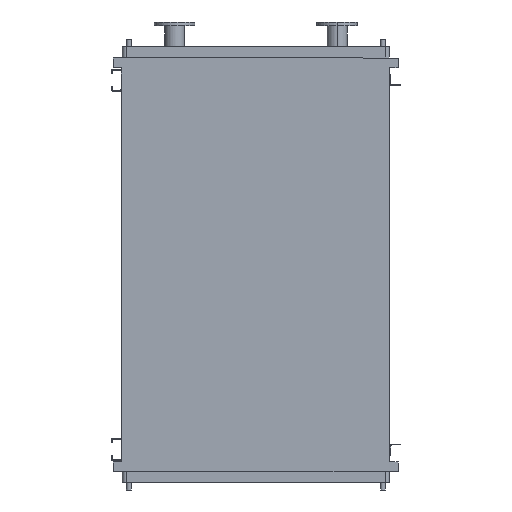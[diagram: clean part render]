
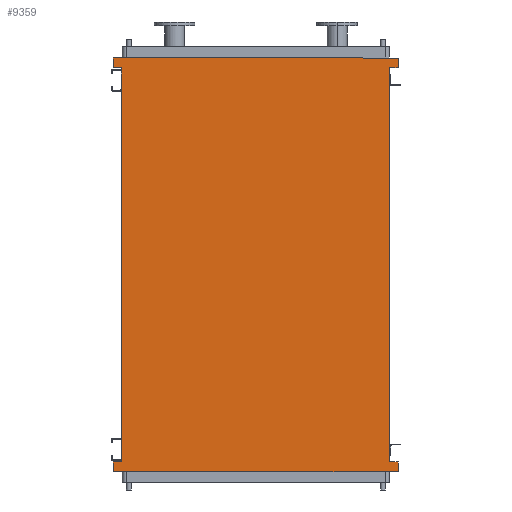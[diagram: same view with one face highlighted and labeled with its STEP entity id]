
A CAD part, front view. The second image highlights one B-rep face of the part: STEP entity #9359.
In plain terms, the highlighted planar face has unit normal (0, -1, 0).
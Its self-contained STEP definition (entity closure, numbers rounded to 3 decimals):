
#1 = VECTOR ( 'NONE', #4348, 1000. ) ;
#9 = VECTOR ( 'NONE', #6060, 1000. ) ;
#531 = CARTESIAN_POINT ( 'NONE',  ( -771., 0., -2093. ) ) ;
#618 = CARTESIAN_POINT ( 'NONE',  ( -771., 0., 43. ) ) ;
#622 = ORIENTED_EDGE ( 'NONE', *, *, #4623, .F. ) ;
#803 = LINE ( 'NONE', #5931, #10219 ) ;
#830 = LINE ( 'NONE', #3404, #8723 ) ;
#943 = EDGE_CURVE ( 'NONE', #1869, #3298, #3594, .T. ) ;
#965 = VECTOR ( 'NONE', #9255, 1000. ) ;
#991 = LINE ( 'NONE', #9525, #9 ) ;
#994 = DIRECTION ( 'NONE',  ( 0., 0., -1. ) ) ;
#1146 = DIRECTION ( 'NONE',  ( 0., 0., -1. ) ) ;
#1156 = VERTEX_POINT ( 'NONE', #6022 ) ;
#1364 = CARTESIAN_POINT ( 'NONE',  ( -771., 0., -2093. ) ) ;
#1618 = CARTESIAN_POINT ( 'NONE',  ( -725., 0., -2050. ) ) ;
#1761 = AXIS2_PLACEMENT_3D ( 'NONE', #1618, #2568, #3288 ) ;
#1869 = VERTEX_POINT ( 'NONE', #4413 ) ;
#2568 = DIRECTION ( 'NONE',  ( 0., -1., 0. ) ) ;
#2649 = CARTESIAN_POINT ( 'NONE',  ( 771., 0., -2145. ) ) ;
#2654 = ORIENTED_EDGE ( 'NONE', *, *, #8324, .F. ) ;
#2901 = EDGE_CURVE ( 'NONE', #9143, #1869, #5599, .T. ) ;
#3161 = DIRECTION ( 'NONE',  ( 0., 0., 1. ) ) ;
#3288 = DIRECTION ( 'NONE',  ( 0., 0., -1. ) ) ;
#3298 = VERTEX_POINT ( 'NONE', #6674 ) ;
#3390 = EDGE_CURVE ( 'NONE', #8391, #4982, #9699, .T. ) ;
#3404 = CARTESIAN_POINT ( 'NONE',  ( 725., 0., -2093. ) ) ;
#3594 = LINE ( 'NONE', #7099, #5679 ) ;
#3714 = EDGE_CURVE ( 'NONE', #3298, #10367, #803, .T. ) ;
#3773 = DIRECTION ( 'NONE',  ( -1., 0., 0. ) ) ;
#3927 = VECTOR ( 'NONE', #3161, 1000. ) ;
#3979 = VECTOR ( 'NONE', #994, 1000. ) ;
#4024 = CARTESIAN_POINT ( 'NONE',  ( 771., 0., 95. ) ) ;
#4348 = DIRECTION ( 'NONE',  ( 0., 0., 1. ) ) ;
#4413 = CARTESIAN_POINT ( 'NONE',  ( -725., 0., -2093. ) ) ;
#4623 = EDGE_CURVE ( 'NONE', #5836, #10449, #10098, .T. ) ;
#4714 = DIRECTION ( 'NONE',  ( 1., 0., 0. ) ) ;
#4942 = ORIENTED_EDGE ( 'NONE', *, *, #8834, .F. ) ;
#4982 = VERTEX_POINT ( 'NONE', #2649 ) ;
#5039 = CARTESIAN_POINT ( 'NONE',  ( -771., 0., -2145. ) ) ;
#5147 = EDGE_CURVE ( 'NONE', #4982, #5387, #9746, .T. ) ;
#5160 = DIRECTION ( 'NONE',  ( -1., 0., 0. ) ) ;
#5387 = VERTEX_POINT ( 'NONE', #5039 ) ;
#5521 = ORIENTED_EDGE ( 'NONE', *, *, #8434, .F. ) ;
#5599 = LINE ( 'NONE', #1364, #7510 ) ;
#5679 = VECTOR ( 'NONE', #9558, 1000. ) ;
#5712 = VECTOR ( 'NONE', #5160, 1000. ) ;
#5795 = CARTESIAN_POINT ( 'NONE',  ( 771., 0., 95. ) ) ;
#5836 = VERTEX_POINT ( 'NONE', #10100 ) ;
#5872 = VECTOR ( 'NONE', #1146, 1000. ) ;
#5899 = ORIENTED_EDGE ( 'NONE', *, *, #2901, .F. ) ;
#5931 = CARTESIAN_POINT ( 'NONE',  ( -771., 0., 43. ) ) ;
#6022 = CARTESIAN_POINT ( 'NONE',  ( 725., 0., -2093. ) ) ;
#6060 = DIRECTION ( 'NONE',  ( 0., 0., 1. ) ) ;
#6383 = CARTESIAN_POINT ( 'NONE',  ( 771., 0., -2145. ) ) ;
#6399 = LINE ( 'NONE', #8238, #3927 ) ;
#6513 = EDGE_CURVE ( 'NONE', #1156, #7112, #6399, .T. ) ;
#6674 = CARTESIAN_POINT ( 'NONE',  ( -725., 0., 43. ) ) ;
#6831 = CARTESIAN_POINT ( 'NONE',  ( 725., 0., 43. ) ) ;
#6856 = CARTESIAN_POINT ( 'NONE',  ( 771., 0., -2093. ) ) ;
#7025 = LINE ( 'NONE', #7686, #1 ) ;
#7099 = CARTESIAN_POINT ( 'NONE',  ( -725., 0., -2050. ) ) ;
#7112 = VERTEX_POINT ( 'NONE', #10322 ) ;
#7459 = ORIENTED_EDGE ( 'NONE', *, *, #3390, .F. ) ;
#7510 = VECTOR ( 'NONE', #4714, 1000. ) ;
#7546 = DIRECTION ( 'NONE',  ( -1., 0., 0. ) ) ;
#7572 = FACE_OUTER_BOUND ( 'NONE', #10405, .T. ) ;
#7608 = ORIENTED_EDGE ( 'NONE', *, *, #6513, .T. ) ;
#7620 = EDGE_CURVE ( 'NONE', #10653, #7112, #9130, .T. ) ;
#7686 = CARTESIAN_POINT ( 'NONE',  ( -771., 0., 95. ) ) ;
#8238 = CARTESIAN_POINT ( 'NONE',  ( 725., 0., -2050. ) ) ;
#8324 = EDGE_CURVE ( 'NONE', #10449, #10653, #8831, .T. ) ;
#8391 = VERTEX_POINT ( 'NONE', #6856 ) ;
#8434 = EDGE_CURVE ( 'NONE', #10367, #5836, #7025, .T. ) ;
#8723 = VECTOR ( 'NONE', #10215, 1000. ) ;
#8776 = CARTESIAN_POINT ( 'NONE',  ( 771., 0., 43. ) ) ;
#8831 = LINE ( 'NONE', #8776, #5872 ) ;
#8834 = EDGE_CURVE ( 'NONE', #5387, #9143, #991, .T. ) ;
#8890 = ORIENTED_EDGE ( 'NONE', *, *, #7620, .F. ) ;
#9073 = ORIENTED_EDGE ( 'NONE', *, *, #5147, .F. ) ;
#9130 = LINE ( 'NONE', #6831, #5712 ) ;
#9143 = VERTEX_POINT ( 'NONE', #531 ) ;
#9255 = DIRECTION ( 'NONE',  ( 1., 0., 0. ) ) ;
#9314 = PLANE ( 'NONE',  #1761 ) ;
#9359 = ADVANCED_FACE ( 'NONE', ( #7572 ), #9314, .T. ) ;
#9467 = VECTOR ( 'NONE', #3773, 1000. ) ;
#9525 = CARTESIAN_POINT ( 'NONE',  ( -771., 0., -2145. ) ) ;
#9558 = DIRECTION ( 'NONE',  ( 0., 0., 1. ) ) ;
#9699 = LINE ( 'NONE', #10364, #3979 ) ;
#9746 = LINE ( 'NONE', #6383, #9467 ) ;
#10098 = LINE ( 'NONE', #5795, #965 ) ;
#10100 = CARTESIAN_POINT ( 'NONE',  ( -771., 0., 95. ) ) ;
#10200 = ORIENTED_EDGE ( 'NONE', *, *, #10614, .F. ) ;
#10215 = DIRECTION ( 'NONE',  ( 1., 0., 0. ) ) ;
#10219 = VECTOR ( 'NONE', #7546, 1000. ) ;
#10322 = CARTESIAN_POINT ( 'NONE',  ( 725., 0., 43. ) ) ;
#10364 = CARTESIAN_POINT ( 'NONE',  ( 771., 0., -2093. ) ) ;
#10367 = VERTEX_POINT ( 'NONE', #618 ) ;
#10386 = ORIENTED_EDGE ( 'NONE', *, *, #943, .F. ) ;
#10405 = EDGE_LOOP ( 'NONE', ( #7608, #8890, #2654, #622, #5521, #11038, #10386, #5899, #4942, #9073, #7459, #10200 ) ) ;
#10449 = VERTEX_POINT ( 'NONE', #4024 ) ;
#10596 = CARTESIAN_POINT ( 'NONE',  ( 771., 0., 43. ) ) ;
#10614 = EDGE_CURVE ( 'NONE', #1156, #8391, #830, .T. ) ;
#10653 = VERTEX_POINT ( 'NONE', #10596 ) ;
#11038 = ORIENTED_EDGE ( 'NONE', *, *, #3714, .F. ) ;
